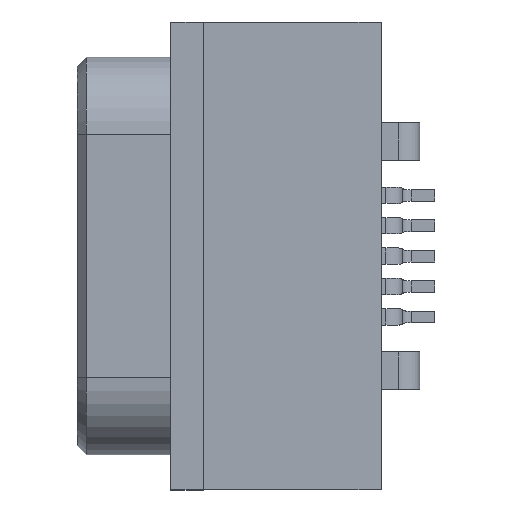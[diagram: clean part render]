
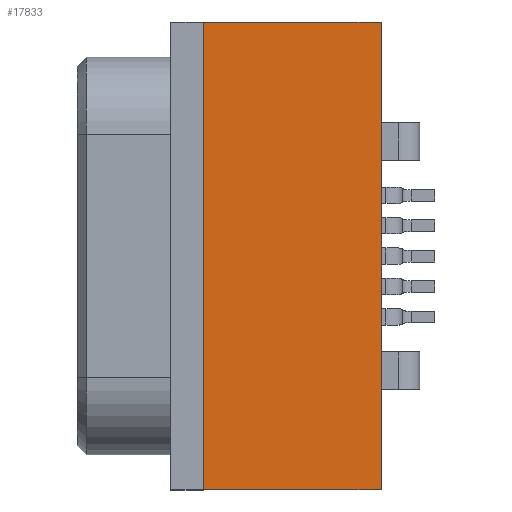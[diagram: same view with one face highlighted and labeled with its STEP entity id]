
A CAD part, top view. The second image highlights one B-rep face of the part: STEP entity #17833.
In plain terms, the highlighted planar face has unit normal (0, 0, 1).
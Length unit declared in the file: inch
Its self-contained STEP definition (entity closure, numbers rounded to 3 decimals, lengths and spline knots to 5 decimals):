
#3 = VERTEX_POINT ( 'NONE', #7750 ) ;
#230 = CARTESIAN_POINT ( 'NONE',  ( 0., -0.07874, 0. ) ) ;
#383 = EDGE_CURVE ( 'NONE', #11282, #3179, #13765, .T. ) ;
#1052 = CARTESIAN_POINT ( 'NONE',  ( -0.14961, -0.47244, 0. ) ) ;
#1170 = CARTESIAN_POINT ( 'NONE',  ( -0.14961, -0.27559, 0. ) ) ;
#3179 = VERTEX_POINT ( 'NONE', #230 ) ;
#3431 = DIRECTION ( 'NONE',  ( 1., 0., 0. ) ) ;
#4403 = DIRECTION ( 'NONE',  ( 0., -1., 0. ) ) ;
#4713 = EDGE_CURVE ( 'NONE', #3179, #3, #12812, .T. ) ;
#4855 = LINE ( 'NONE', #10624, #5979 ) ;
#5080 = VERTEX_POINT ( 'NONE', #1052 ) ;
#5979 = VECTOR ( 'NONE', #3431, 39.37008 ) ;
#7750 = CARTESIAN_POINT ( 'NONE',  ( -0.14961, -0.07874, 0. ) ) ;
#7911 = DIRECTION ( 'NONE',  ( 0., 1., 0. ) ) ;
#8017 = ORIENTED_EDGE ( 'NONE', *, *, #16337, .T. ) ;
#8562 = CARTESIAN_POINT ( 'NONE',  ( -0.08858, -0.07874, 0. ) ) ;
#9251 = DIRECTION ( 'NONE',  ( 1., 0., 0. ) ) ;
#9342 = DIRECTION ( 'NONE',  ( 0., 0., 1. ) ) ;
#10067 = DIRECTION ( 'NONE',  ( -1., 0., 0. ) ) ;
#10624 = CARTESIAN_POINT ( 'NONE',  ( -0.08858, -0.47244, 0. ) ) ;
#10744 = EDGE_LOOP ( 'NONE', ( #8017, #17428, #14630, #14635 ) ) ;
#11054 = PLANE ( 'NONE',  #11168 ) ;
#11168 = AXIS2_PLACEMENT_3D ( 'NONE', #13882, #9342, #9251 ) ;
#11282 = VERTEX_POINT ( 'NONE', #18137 ) ;
#11733 = EDGE_CURVE ( 'NONE', #3, #5080, #12981, .T. ) ;
#12812 = LINE ( 'NONE', #8562, #13811 ) ;
#12981 = LINE ( 'NONE', #1170, #14126 ) ;
#13765 = LINE ( 'NONE', #15301, #14669 ) ;
#13811 = VECTOR ( 'NONE', #10067, 39.37008 ) ;
#13882 = CARTESIAN_POINT ( 'NONE',  ( -0.1526, -0.48031, 0. ) ) ;
#14126 = VECTOR ( 'NONE', #4403, 39.37008 ) ;
#14630 = ORIENTED_EDGE ( 'NONE', *, *, #4713, .T. ) ;
#14635 = ORIENTED_EDGE ( 'NONE', *, *, #11733, .T. ) ;
#14669 = VECTOR ( 'NONE', #7911, 39.37008 ) ;
#15301 = CARTESIAN_POINT ( 'NONE',  ( 0., -0.27559, 0. ) ) ;
#16337 = EDGE_CURVE ( 'NONE', #5080, #11282, #4855, .T. ) ;
#17428 = ORIENTED_EDGE ( 'NONE', *, *, #383, .T. ) ;
#17833 = ADVANCED_FACE ( 'NONE', ( #18272 ), #11054, .T. ) ;
#18137 = CARTESIAN_POINT ( 'NONE',  ( 0., -0.47244, 0. ) ) ;
#18272 = FACE_OUTER_BOUND ( 'NONE', #10744, .T. ) ;
